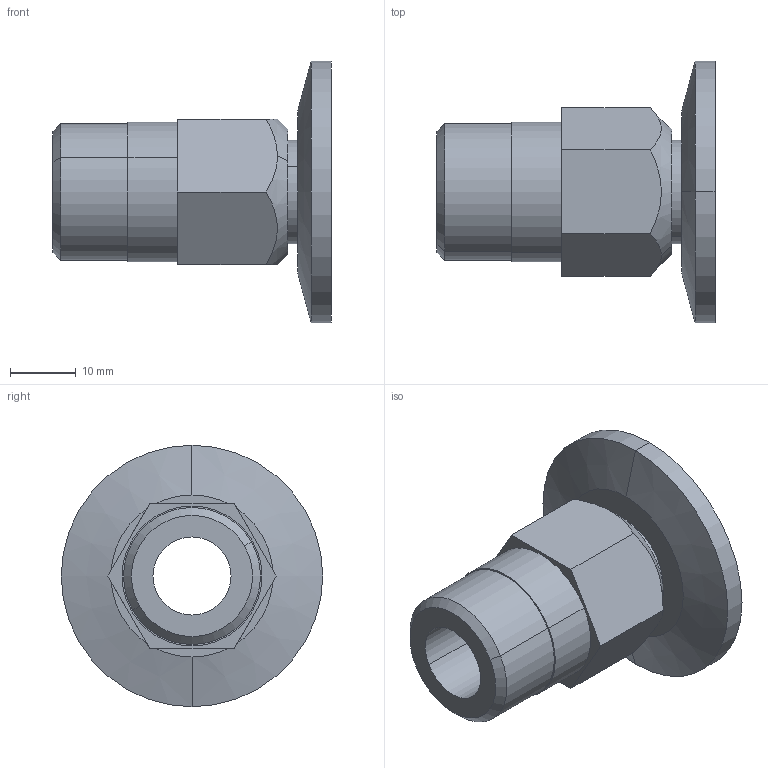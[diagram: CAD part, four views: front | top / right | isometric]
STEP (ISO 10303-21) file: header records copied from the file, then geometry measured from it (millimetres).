
FILE_DESCRIPTION (( 'STEP AP214' ), '1' );
FILE_NAME ('731024.STEP', '2024-01-08T16:23:47', ( '' ), ( '' ), 'SwSTEP 2.0', 'SolidWorks 2022', '' );
FILE_SCHEMA (( 'AUTOMOTIVE_DESIGN' ));
Length unit declared in the file: inch
Products named in the file (3): 961043; 731024
Assembly tree (2 placements, depth 2):
  731024
    961043
    731024
Bounding box: 42.42 x 39.88 x 39.88 mm (x, y, z)
Volume: 13674.2 mm3; surface area: 7715.3 mm2
Topology: 2 solids, 2 shells, 37 faces, 80 edges, 52 vertices
Faces by surface type: cylinder 16, plane 15, cone 6
Entity records: 1242 total; most frequent: CARTESIAN_POINT 254, DIRECTION 194, ORIENTED_EDGE 160, EDGE_CURVE 80, AXIS2_PLACEMENT_3D 80, VERTEX_POINT 52, EDGE_LOOP 46, CIRCLE 38
